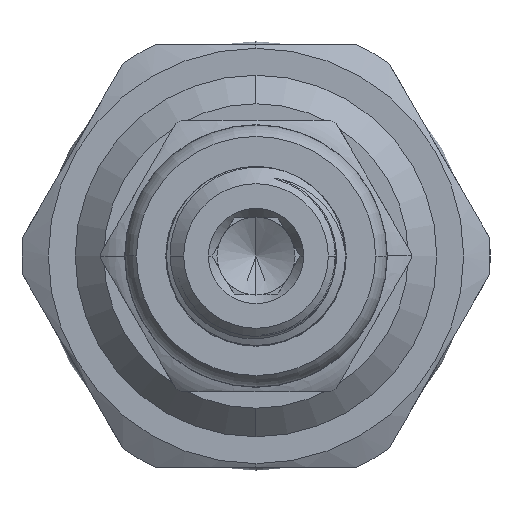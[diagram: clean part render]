
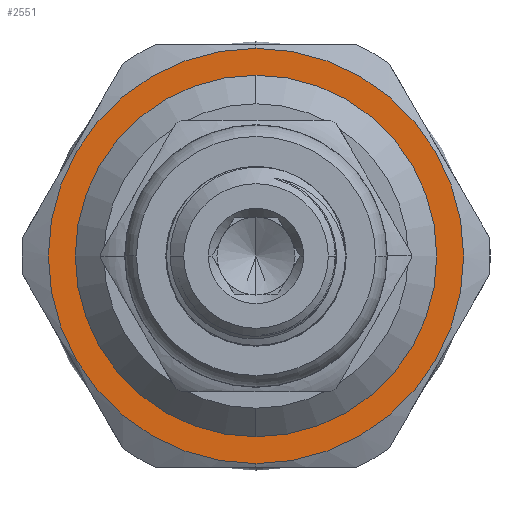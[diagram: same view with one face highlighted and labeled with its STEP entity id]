
A CAD part, left-side view. The second image highlights one B-rep face of the part: STEP entity #2551.
In plain terms, the highlighted planar face has unit normal (-1, 0, 0).
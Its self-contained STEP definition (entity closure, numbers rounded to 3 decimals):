
#34 = AXIS2_PLACEMENT_3D ( 'NONE', #6968, #1527, #9854 ) ;
#94 = DIRECTION ( 'NONE',  ( 0., 0., 1. ) ) ;
#110 = EDGE_LOOP ( 'NONE', ( #17437, #15439 ) ) ;
#115 = AXIS2_PLACEMENT_3D ( 'NONE', #4287, #15282, #94 ) ;
#448 = CARTESIAN_POINT ( 'NONE',  ( 12., 0., 10.91 ) ) ;
#1149 = VERTEX_POINT ( 'NONE', #11442 ) ;
#1211 = CIRCLE ( 'NONE', #34, 10.91 ) ;
#1527 = DIRECTION ( 'NONE',  ( -1., 0., 0. ) ) ;
#1597 = DIRECTION ( 'NONE',  ( -1., 0., 0. ) ) ;
#2551 = ADVANCED_FACE ( 'NONE', ( #4456, #13479 ), #9864, .F. ) ;
#2598 = VERTEX_POINT ( 'NONE', #448 ) ;
#2795 = ORIENTED_EDGE ( 'NONE', *, *, #6712, .F. ) ;
#3007 = AXIS2_PLACEMENT_3D ( 'NONE', #7095, #8659, #3236 ) ;
#3236 = DIRECTION ( 'NONE',  ( 0., 0., -1. ) ) ;
#3500 = VERTEX_POINT ( 'NONE', #9613 ) ;
#3546 = AXIS2_PLACEMENT_3D ( 'NONE', #14398, #13097, #10218 ) ;
#3970 = CIRCLE ( 'NONE', #3546, 9.5 ) ;
#4287 = CARTESIAN_POINT ( 'NONE',  ( 12., 0., 0. ) ) ;
#4456 = FACE_BOUND ( 'NONE', #9160, .T. ) ;
#5376 = EDGE_CURVE ( 'NONE', #2598, #3500, #5719, .T. ) ;
#5719 = CIRCLE ( 'NONE', #7861, 10.91 ) ;
#6712 = EDGE_CURVE ( 'NONE', #7579, #1149, #14682, .T. ) ;
#6818 = DIRECTION ( 'NONE',  ( 0., 0., 1. ) ) ;
#6968 = CARTESIAN_POINT ( 'NONE',  ( 12., 0., 0. ) ) ;
#7095 = CARTESIAN_POINT ( 'NONE',  ( 12., 9.5, 0. ) ) ;
#7579 = VERTEX_POINT ( 'NONE', #14119 ) ;
#7861 = AXIS2_PLACEMENT_3D ( 'NONE', #9524, #1597, #6818 ) ;
#8659 = DIRECTION ( 'NONE',  ( 1., 0., 0. ) ) ;
#9160 = EDGE_LOOP ( 'NONE', ( #15244, #2795 ) ) ;
#9524 = CARTESIAN_POINT ( 'NONE',  ( 12., 0., 0. ) ) ;
#9613 = CARTESIAN_POINT ( 'NONE',  ( 12., 0., -10.91 ) ) ;
#9676 = EDGE_CURVE ( 'NONE', #1149, #7579, #3970, .T. ) ;
#9854 = DIRECTION ( 'NONE',  ( 0., 0., 1. ) ) ;
#9864 = PLANE ( 'NONE',  #3007 ) ;
#10218 = DIRECTION ( 'NONE',  ( 0., 0., 1. ) ) ;
#11010 = EDGE_CURVE ( 'NONE', #3500, #2598, #1211, .T. ) ;
#11442 = CARTESIAN_POINT ( 'NONE',  ( 12., 0., 9.5 ) ) ;
#13097 = DIRECTION ( 'NONE',  ( -1., 0., 0. ) ) ;
#13479 = FACE_OUTER_BOUND ( 'NONE', #110, .T. ) ;
#14119 = CARTESIAN_POINT ( 'NONE',  ( 12., 0., -9.5 ) ) ;
#14398 = CARTESIAN_POINT ( 'NONE',  ( 12., 0., 0. ) ) ;
#14682 = CIRCLE ( 'NONE', #115, 9.5 ) ;
#15244 = ORIENTED_EDGE ( 'NONE', *, *, #9676, .F. ) ;
#15282 = DIRECTION ( 'NONE',  ( -1., 0., 0. ) ) ;
#15439 = ORIENTED_EDGE ( 'NONE', *, *, #5376, .T. ) ;
#17437 = ORIENTED_EDGE ( 'NONE', *, *, #11010, .T. ) ;
